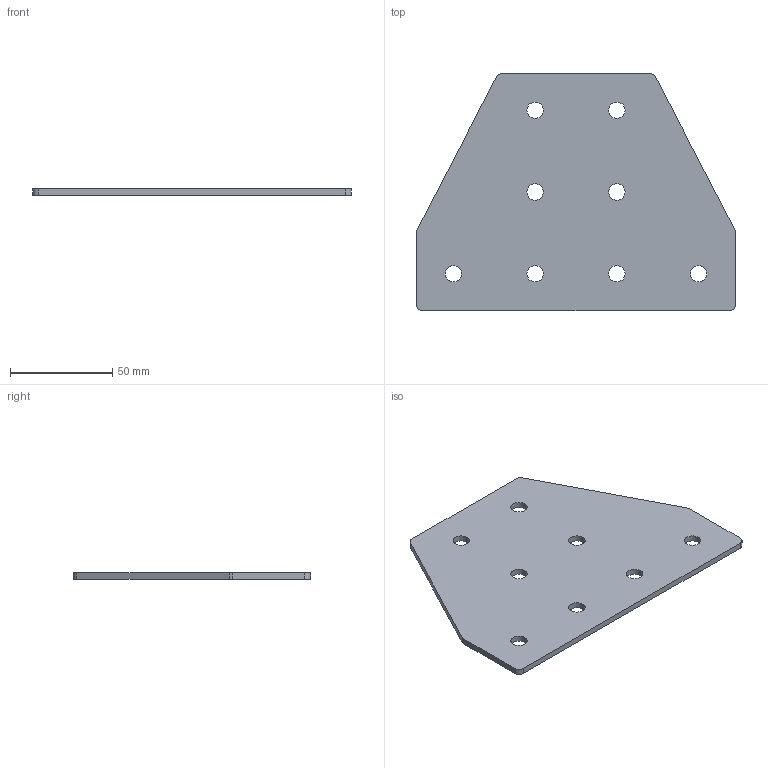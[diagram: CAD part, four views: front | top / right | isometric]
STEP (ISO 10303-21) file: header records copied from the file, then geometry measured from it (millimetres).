
FILE_DESCRIPTION (( 'STEP AP203' ), '1' );
FILE_NAME ('AL-T40.120160 Ò-ñîåäèíèòåëü 120õ160, 40 ñåðèÿ.STEP', '2025-01-21T06:54:22', ( '' ), ( '' ), 'SwSTEP 2.0', 'SolidWorks 2021', '' );
FILE_SCHEMA (( 'CONFIG_CONTROL_DESIGN' ));
Length unit declared in the file: millimetre
Products named in the file (1): AL-T40.120160 Ò-ñîåäèíèòåëü 120õ160, 40 ñåðèÿ
Bounding box: 156 x 116 x 3 mm (x, y, z)
Volume: 43826.5 mm3; surface area: 31261.3 mm2
Topology: 1 solids, 1 shells, 30 faces, 84 edges, 56 vertices
Faces by surface type: cylinder 22, plane 8
Entity records: 1101 total; most frequent: DIRECTION 190, CARTESIAN_POINT 171, ORIENTED_EDGE 168, EDGE_CURVE 84, AXIS2_PLACEMENT_3D 75, VERTEX_POINT 56, EDGE_LOOP 46, CIRCLE 44
